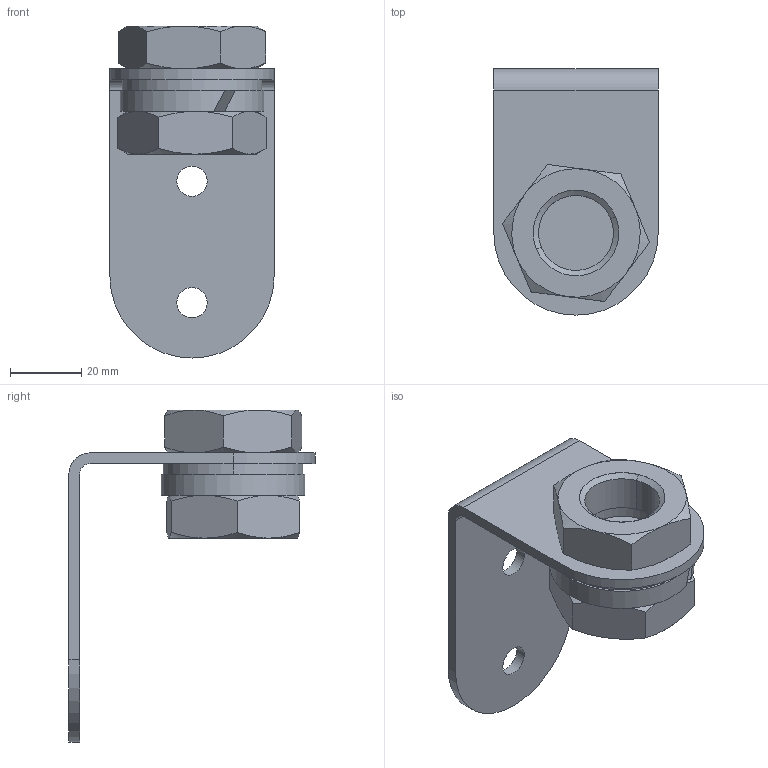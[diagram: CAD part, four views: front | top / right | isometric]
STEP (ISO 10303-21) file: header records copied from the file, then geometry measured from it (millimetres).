
FILE_DESCRIPTION (( 'STEP AP203' ), '1' );
FILE_NAME ('LB24-3D_200325.STP', '2021-01-20T10:44:31', ( '' ), ( '' ), 'SwSTEP 2.0', 'SolidWorks 2019', '' );
FILE_SCHEMA (( 'CONFIG_CONTROL_DESIGN' ));
Length unit declared in the file: millimetre
Products named in the file (1): LB24-3D_200325
Bounding box: 46 x 69 x 93 mm (x, y, z)
Volume: 43327.1 mm3; surface area: 25587.9 mm2
Topology: 5 solids, 5 shells, 86 faces, 192 edges, 116 vertices
Faces by surface type: cone 32, plane 28, cylinder 26
Entity records: 2695 total; most frequent: CARTESIAN_POINT 746, DIRECTION 391, ORIENTED_EDGE 384, EDGE_CURVE 192, AXIS2_PLACEMENT_3D 165, VERTEX_POINT 116, EDGE_LOOP 96, ADVANCED_FACE 86
